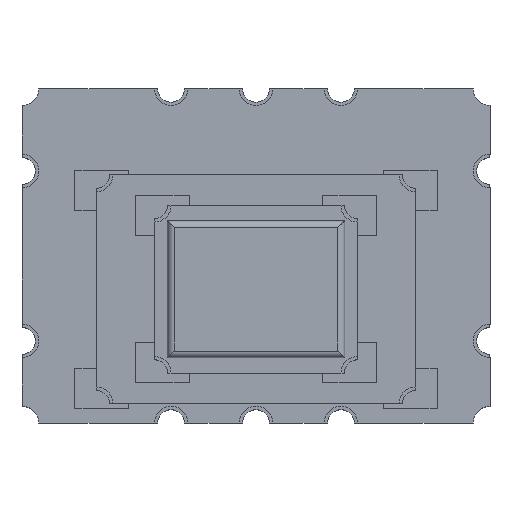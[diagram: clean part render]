
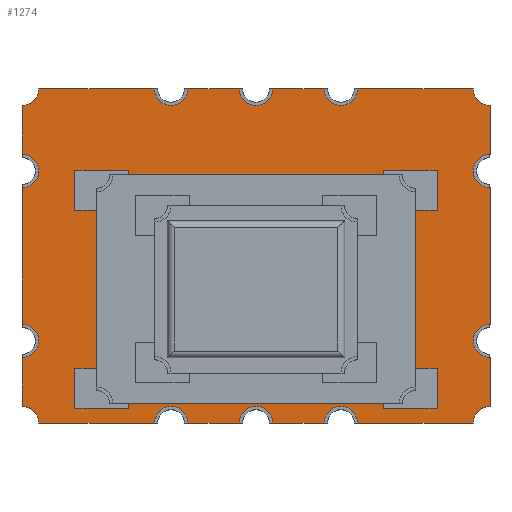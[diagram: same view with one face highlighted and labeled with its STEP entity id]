
A CAD part, top view. The second image highlights one B-rep face of the part: STEP entity #1274.
In plain terms, the highlighted planar face has unit normal (0, 0, 1).
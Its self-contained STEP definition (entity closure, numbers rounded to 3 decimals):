
#1274=ADVANCED_FACE('',(#2484),#2486,.T.);
#2484=FACE_BOUND('',#2485,.T.);
#2485=EDGE_LOOP('',(#3389,#3390,#3391,#3392,#3393,#3394,#3395,#3396,#3397,#3398,
#3399,#3400,#3401,#3402,#3403,#3404,#3405,#3406,#3407,#3408,#3409,#3410,#3411,#3412,
#3413,#3414,#3415,#3416));
#2486=PLANE('',#2487);
#2487=AXIS2_PLACEMENT_3D('',#2488,#2489,#2490);
#2488=CARTESIAN_POINT('',(0.,0.,1.1));
#2489=DIRECTION('',(0.,0.,1.));
#2490=DIRECTION('',(1.,0.,0.));
#3389=ORIENTED_EDGE('',*,*,#3989,.T.);
#3390=ORIENTED_EDGE('',*,*,#3990,.T.);
#3391=ORIENTED_EDGE('',*,*,#3991,.T.);
#3392=ORIENTED_EDGE('',*,*,#3992,.T.);
#3393=ORIENTED_EDGE('',*,*,#3993,.T.);
#3394=ORIENTED_EDGE('',*,*,#3994,.T.);
#3395=ORIENTED_EDGE('',*,*,#3995,.T.);
#3396=ORIENTED_EDGE('',*,*,#3996,.T.);
#3397=ORIENTED_EDGE('',*,*,#3997,.T.);
#3398=ORIENTED_EDGE('',*,*,#3998,.T.);
#3399=ORIENTED_EDGE('',*,*,#3999,.T.);
#3400=ORIENTED_EDGE('',*,*,#4000,.T.);
#3401=ORIENTED_EDGE('',*,*,#4001,.T.);
#3402=ORIENTED_EDGE('',*,*,#4002,.T.);
#3403=ORIENTED_EDGE('',*,*,#4003,.T.);
#3404=ORIENTED_EDGE('',*,*,#4004,.T.);
#3405=ORIENTED_EDGE('',*,*,#4005,.T.);
#3406=ORIENTED_EDGE('',*,*,#4006,.T.);
#3407=ORIENTED_EDGE('',*,*,#4007,.T.);
#3408=ORIENTED_EDGE('',*,*,#4008,.T.);
#3409=ORIENTED_EDGE('',*,*,#4009,.T.);
#3410=ORIENTED_EDGE('',*,*,#4010,.T.);
#3411=ORIENTED_EDGE('',*,*,#4011,.T.);
#3412=ORIENTED_EDGE('',*,*,#4012,.T.);
#3413=ORIENTED_EDGE('',*,*,#4013,.T.);
#3414=ORIENTED_EDGE('',*,*,#4014,.T.);
#3415=ORIENTED_EDGE('',*,*,#3985,.T.);
#3416=ORIENTED_EDGE('',*,*,#4015,.T.);
#3985=EDGE_CURVE('',#4341,#4342,#4343,.T.);
#3989=EDGE_CURVE('',#4349,#4350,#4351,.T.);
#3990=EDGE_CURVE('',#4350,#4352,#4353,.T.);
#3991=EDGE_CURVE('',#4352,#4354,#4355,.F.);
#3992=EDGE_CURVE('',#4354,#4356,#4357,.T.);
#3993=EDGE_CURVE('',#4356,#4358,#4359,.T.);
#3994=EDGE_CURVE('',#4358,#4360,#4361,.T.);
#3995=EDGE_CURVE('',#4360,#4362,#4363,.T.);
#3996=EDGE_CURVE('',#4362,#4364,#4365,.T.);
#3997=EDGE_CURVE('',#4364,#4366,#4367,.F.);
#3998=EDGE_CURVE('',#4366,#4368,#4369,.T.);
#3999=EDGE_CURVE('',#4368,#4370,#4371,.T.);
#4000=EDGE_CURVE('',#4370,#4372,#4373,.T.);
#4001=EDGE_CURVE('',#4372,#4374,#4375,.T.);
#4002=EDGE_CURVE('',#4374,#4376,#4377,.T.);
#4003=EDGE_CURVE('',#4376,#4378,#4379,.T.);
#4004=EDGE_CURVE('',#4378,#4380,#4381,.T.);
#4005=EDGE_CURVE('',#4380,#4382,#4383,.F.);
#4006=EDGE_CURVE('',#4382,#4384,#4385,.T.);
#4007=EDGE_CURVE('',#4384,#4386,#4387,.T.);
#4008=EDGE_CURVE('',#4386,#4388,#4389,.T.);
#4009=EDGE_CURVE('',#4388,#4390,#4391,.T.);
#4010=EDGE_CURVE('',#4390,#4392,#4393,.T.);
#4011=EDGE_CURVE('',#4392,#4394,#4395,.F.);
#4012=EDGE_CURVE('',#4394,#4396,#4397,.T.);
#4013=EDGE_CURVE('',#4396,#4398,#4399,.T.);
#4014=EDGE_CURVE('',#4398,#4341,#4400,.T.);
#4015=EDGE_CURVE('',#4342,#4349,#4401,.T.);
#4341=VERTEX_POINT('',#4977);
#4342=VERTEX_POINT('',#4978);
#4343=CIRCLE('',#4979,0.25);
#4349=VERTEX_POINT('',#4995);
#4350=VERTEX_POINT('',#4996);
#4351=CIRCLE('',#4997,0.25);
#4352=VERTEX_POINT('',#5001);
#4353=LINE('',#5002,#5003);
#4354=VERTEX_POINT('',#5005);
#4355=CIRCLE('',#5006,0.25);
#4356=VERTEX_POINT('',#5010);
#4357=LINE('',#5011,#5012);
#4358=VERTEX_POINT('',#5014);
#4359=CIRCLE('',#5015,0.25);
#4360=VERTEX_POINT('',#5019);
#4361=LINE('',#5020,#5021);
#4362=VERTEX_POINT('',#5023);
#4363=CIRCLE('',#5024,0.25);
#4364=VERTEX_POINT('',#5028);
#4365=LINE('',#5029,#5030);
#4366=VERTEX_POINT('',#5032);
#4367=CIRCLE('',#5033,0.25);
#4368=VERTEX_POINT('',#5037);
#4369=LINE('',#5038,#5039);
#4370=VERTEX_POINT('',#5041);
#4371=CIRCLE('',#5042,0.25);
#4372=VERTEX_POINT('',#5046);
#4373=LINE('',#5047,#5048);
#4374=VERTEX_POINT('',#5050);
#4375=CIRCLE('',#5051,0.25);
#4376=VERTEX_POINT('',#5055);
#4377=LINE('',#5056,#5057);
#4378=VERTEX_POINT('',#5059);
#4379=CIRCLE('',#5060,0.25);
#4380=VERTEX_POINT('',#5064);
#4381=LINE('',#5065,#5066);
#4382=VERTEX_POINT('',#5068);
#4383=CIRCLE('',#5069,0.25);
#4384=VERTEX_POINT('',#5073);
#4385=LINE('',#5074,#5075);
#4386=VERTEX_POINT('',#5077);
#4387=CIRCLE('',#5078,0.25);
#4388=VERTEX_POINT('',#5082);
#4389=LINE('',#5083,#5084);
#4390=VERTEX_POINT('',#5086);
#4391=CIRCLE('',#5087,0.25);
#4392=VERTEX_POINT('',#5091);
#4393=LINE('',#5092,#5093);
#4394=VERTEX_POINT('',#5095);
#4395=CIRCLE('',#5096,0.25);
#4396=VERTEX_POINT('',#5100);
#4397=LINE('',#5101,#5102);
#4398=VERTEX_POINT('',#5104);
#4399=CIRCLE('',#5105,0.25);
#4400=LINE('',#5109,#5110);
#4401=LINE('',#5112,#5113);
#4977=CARTESIAN_POINT('',(-0.25,-2.5,1.1));
#4978=CARTESIAN_POINT('',(0.25,-2.5,1.1));
#4979=AXIS2_PLACEMENT_3D('',#4980,#4981,#4982);
#4980=CARTESIAN_POINT('',(0.,-2.5,1.1));
#4981=DIRECTION('',(0.,0.,-1.));
#4982=DIRECTION('',(-1.,0.,0.));
#4995=CARTESIAN_POINT('',(1.02,-2.5,1.1));
#4996=CARTESIAN_POINT('',(1.52,-2.5,1.1));
#4997=AXIS2_PLACEMENT_3D('',#4998,#4999,#5000);
#4998=CARTESIAN_POINT('',(1.27,-2.5,1.1));
#4999=DIRECTION('',(0.,0.,-1.));
#5000=DIRECTION('',(-1.,0.,0.));
#5001=CARTESIAN_POINT('',(3.25,-2.5,1.1));
#5002=CARTESIAN_POINT('',(1.52,-2.5,1.1));
#5003=VECTOR('',#5004,1.);
#5004=DIRECTION('',(1.,0.,0.));
#5005=CARTESIAN_POINT('',(3.5,-2.25,1.1));
#5006=AXIS2_PLACEMENT_3D('',#5007,#5008,#5009);
#5007=CARTESIAN_POINT('',(3.5,-2.5,1.1));
#5008=DIRECTION('',(0.,0.,1.));
#5009=DIRECTION('',(0.,1.,0.));
#5010=CARTESIAN_POINT('',(3.5,-1.52,1.1));
#5011=CARTESIAN_POINT('',(3.5,-2.25,1.1));
#5012=VECTOR('',#5013,1.);
#5013=DIRECTION('',(0.,1.,0.));
#5014=CARTESIAN_POINT('',(3.5,-1.02,1.1));
#5015=AXIS2_PLACEMENT_3D('',#5016,#5017,#5018);
#5016=CARTESIAN_POINT('',(3.5,-1.27,1.1));
#5017=DIRECTION('',(0.,0.,-1.));
#5018=DIRECTION('',(0.,-1.,0.));
#5019=CARTESIAN_POINT('',(3.5,1.02,1.1));
#5020=CARTESIAN_POINT('',(3.5,-1.02,1.1));
#5021=VECTOR('',#5022,1.);
#5022=DIRECTION('',(0.,1.,0.));
#5023=CARTESIAN_POINT('',(3.5,1.52,1.1));
#5024=AXIS2_PLACEMENT_3D('',#5025,#5026,#5027);
#5025=CARTESIAN_POINT('',(3.5,1.27,1.1));
#5026=DIRECTION('',(0.,0.,-1.));
#5027=DIRECTION('',(0.,-1.,0.));
#5028=CARTESIAN_POINT('',(3.5,2.25,1.1));
#5029=CARTESIAN_POINT('',(3.5,1.52,1.1));
#5030=VECTOR('',#5031,1.);
#5031=DIRECTION('',(0.,1.,0.));
#5032=CARTESIAN_POINT('',(3.25,2.5,1.1));
#5033=AXIS2_PLACEMENT_3D('',#5034,#5035,#5036);
#5034=CARTESIAN_POINT('',(3.5,2.5,1.1));
#5035=DIRECTION('',(0.,0.,1.));
#5036=DIRECTION('',(-1.,0.,0.));
#5037=CARTESIAN_POINT('',(1.52,2.5,1.1));
#5038=CARTESIAN_POINT('',(3.25,2.5,1.1));
#5039=VECTOR('',#5040,1.);
#5040=DIRECTION('',(-1.,0.,0.));
#5041=CARTESIAN_POINT('',(1.02,2.5,1.1));
#5042=AXIS2_PLACEMENT_3D('',#5043,#5044,#5045);
#5043=CARTESIAN_POINT('',(1.27,2.5,1.1));
#5044=DIRECTION('',(0.,0.,-1.));
#5045=DIRECTION('',(1.,0.,0.));
#5046=CARTESIAN_POINT('',(0.25,2.5,1.1));
#5047=CARTESIAN_POINT('',(1.02,2.5,1.1));
#5048=VECTOR('',#5049,1.);
#5049=DIRECTION('',(-1.,0.,0.));
#5050=CARTESIAN_POINT('',(-0.25,2.5,1.1));
#5051=AXIS2_PLACEMENT_3D('',#5052,#5053,#5054);
#5052=CARTESIAN_POINT('',(0.,2.5,1.1));
#5053=DIRECTION('',(0.,0.,-1.));
#5054=DIRECTION('',(1.,0.,0.));
#5055=CARTESIAN_POINT('',(-1.02,2.5,1.1));
#5056=CARTESIAN_POINT('',(-0.25,2.5,1.1));
#5057=VECTOR('',#5058,1.);
#5058=DIRECTION('',(-1.,0.,0.));
#5059=CARTESIAN_POINT('',(-1.52,2.5,1.1));
#5060=AXIS2_PLACEMENT_3D('',#5061,#5062,#5063);
#5061=CARTESIAN_POINT('',(-1.27,2.5,1.1));
#5062=DIRECTION('',(0.,0.,-1.));
#5063=DIRECTION('',(1.,0.,0.));
#5064=CARTESIAN_POINT('',(-3.25,2.5,1.1));
#5065=CARTESIAN_POINT('',(-1.52,2.5,1.1));
#5066=VECTOR('',#5067,1.);
#5067=DIRECTION('',(-1.,0.,0.));
#5068=CARTESIAN_POINT('',(-3.5,2.25,1.1));
#5069=AXIS2_PLACEMENT_3D('',#5070,#5071,#5072);
#5070=CARTESIAN_POINT('',(-3.5,2.5,1.1));
#5071=DIRECTION('',(0.,0.,1.));
#5072=DIRECTION('',(0.,-1.,0.));
#5073=CARTESIAN_POINT('',(-3.5,1.52,1.1));
#5074=CARTESIAN_POINT('',(-3.5,2.25,1.1));
#5075=VECTOR('',#5076,1.);
#5076=DIRECTION('',(0.,-1.,0.));
#5077=CARTESIAN_POINT('',(-3.5,1.02,1.1));
#5078=AXIS2_PLACEMENT_3D('',#5079,#5080,#5081);
#5079=CARTESIAN_POINT('',(-3.5,1.27,1.1));
#5080=DIRECTION('',(0.,0.,-1.));
#5081=DIRECTION('',(0.,1.,0.));
#5082=CARTESIAN_POINT('',(-3.5,-1.02,1.1));
#5083=CARTESIAN_POINT('',(-3.5,1.02,1.1));
#5084=VECTOR('',#5085,1.);
#5085=DIRECTION('',(0.,-1.,0.));
#5086=CARTESIAN_POINT('',(-3.5,-1.52,1.1));
#5087=AXIS2_PLACEMENT_3D('',#5088,#5089,#5090);
#5088=CARTESIAN_POINT('',(-3.5,-1.27,1.1));
#5089=DIRECTION('',(0.,0.,-1.));
#5090=DIRECTION('',(0.,1.,0.));
#5091=CARTESIAN_POINT('',(-3.5,-2.25,1.1));
#5092=CARTESIAN_POINT('',(-3.5,-1.52,1.1));
#5093=VECTOR('',#5094,1.);
#5094=DIRECTION('',(0.,-1.,0.));
#5095=CARTESIAN_POINT('',(-3.25,-2.5,1.1));
#5096=AXIS2_PLACEMENT_3D('',#5097,#5098,#5099);
#5097=CARTESIAN_POINT('',(-3.5,-2.5,1.1));
#5098=DIRECTION('',(0.,0.,1.));
#5099=DIRECTION('',(1.,0.,0.));
#5100=CARTESIAN_POINT('',(-1.52,-2.5,1.1));
#5101=CARTESIAN_POINT('',(-3.25,-2.5,1.1));
#5102=VECTOR('',#5103,1.);
#5103=DIRECTION('',(1.,0.,0.));
#5104=CARTESIAN_POINT('',(-1.02,-2.5,1.1));
#5105=AXIS2_PLACEMENT_3D('',#5106,#5107,#5108);
#5106=CARTESIAN_POINT('',(-1.27,-2.5,1.1));
#5107=DIRECTION('',(0.,0.,-1.));
#5108=DIRECTION('',(-1.,0.,0.));
#5109=CARTESIAN_POINT('',(-1.02,-2.5,1.1));
#5110=VECTOR('',#5111,1.);
#5111=DIRECTION('',(1.,0.,0.));
#5112=CARTESIAN_POINT('',(0.25,-2.5,1.1));
#5113=VECTOR('',#5114,1.);
#5114=DIRECTION('',(1.,0.,0.));
